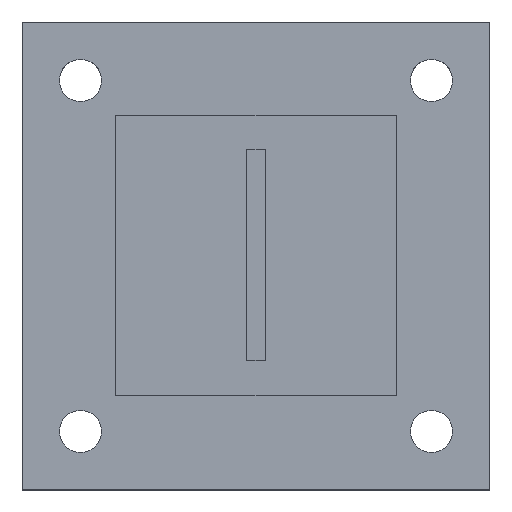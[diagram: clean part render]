
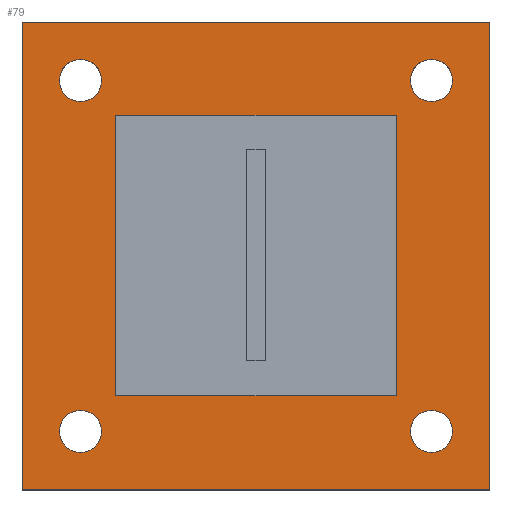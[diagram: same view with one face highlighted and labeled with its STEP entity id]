
A CAD part, top view. The second image highlights one B-rep face of the part: STEP entity #79.
In plain terms, the highlighted planar face has unit normal (0, 0, 1).
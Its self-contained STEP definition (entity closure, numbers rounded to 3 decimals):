
#25 = DIRECTION ( 'NONE',  ( 1., 0., 0. ) ) ;
#30 = CARTESIAN_POINT ( 'NONE',  ( -100., 100., 15. ) ) ;
#33 = FACE_BOUND ( 'NONE', #1363, .T. ) ;
#43 = VERTEX_POINT ( 'NONE', #318 ) ;
#45 = CARTESIAN_POINT ( 'NONE',  ( 100., -100., 15. ) ) ;
#62 = VERTEX_POINT ( 'NONE', #1616 ) ;
#72 = ORIENTED_EDGE ( 'NONE', *, *, #434, .T. ) ;
#79 = ADVANCED_FACE ( 'NONE', ( #439, #1361, #175, #33, #196, #569 ), #164, .T. ) ;
#85 = ORIENTED_EDGE ( 'NONE', *, *, #924, .T. ) ;
#124 = CIRCLE ( 'NONE', #756, 9. ) ;
#125 = DIRECTION ( 'NONE',  ( -1., 0., 0. ) ) ;
#128 = ORIENTED_EDGE ( 'NONE', *, *, #549, .T. ) ;
#133 = CARTESIAN_POINT ( 'NONE',  ( 75., 75., 15. ) ) ;
#146 = DIRECTION ( 'NONE',  ( 1., 0., 0. ) ) ;
#164 = PLANE ( 'NONE',  #341 ) ;
#170 = VECTOR ( 'NONE', #125, 1000. ) ;
#175 = FACE_BOUND ( 'NONE', #1225, .T. ) ;
#184 = EDGE_CURVE ( 'NONE', #395, #495, #474, .T. ) ;
#196 = FACE_BOUND ( 'NONE', #825, .T. ) ;
#203 = CIRCLE ( 'NONE', #672, 9. ) ;
#253 = VERTEX_POINT ( 'NONE', #484 ) ;
#262 = CARTESIAN_POINT ( 'NONE',  ( 35., 0., 15. ) ) ;
#265 = AXIS2_PLACEMENT_3D ( 'NONE', #1045, #266, #627 ) ;
#266 = DIRECTION ( 'NONE',  ( 0., 0., -1. ) ) ;
#285 = CIRCLE ( 'NONE', #1143, 9. ) ;
#318 = CARTESIAN_POINT ( 'NONE',  ( 84., 75., 15. ) ) ;
#341 = AXIS2_PLACEMENT_3D ( 'NONE', #948, #451, #1484 ) ;
#342 = ORIENTED_EDGE ( 'NONE', *, *, #987, .F. ) ;
#352 = CARTESIAN_POINT ( 'NONE',  ( -35., 0., 15. ) ) ;
#360 = VERTEX_POINT ( 'NONE', #1602 ) ;
#386 = DIRECTION ( 'NONE',  ( 0., 0., -1. ) ) ;
#395 = VERTEX_POINT ( 'NONE', #665 ) ;
#397 = CARTESIAN_POINT ( 'NONE',  ( 66., -75., 15. ) ) ;
#413 = VERTEX_POINT ( 'NONE', #1214 ) ;
#434 = EDGE_CURVE ( 'NONE', #43, #1532, #203, .T. ) ;
#437 = EDGE_CURVE ( 'NONE', #495, #395, #1646, .T. ) ;
#439 = FACE_OUTER_BOUND ( 'NONE', #601, .T. ) ;
#448 = DIRECTION ( 'NONE',  ( -1., 0., 0. ) ) ;
#451 = DIRECTION ( 'NONE',  ( 0., 0., 1. ) ) ;
#454 = CARTESIAN_POINT ( 'NONE',  ( 66., 75., 15. ) ) ;
#474 = CIRCLE ( 'NONE', #1172, 9. ) ;
#484 = CARTESIAN_POINT ( 'NONE',  ( 100., 100., 15. ) ) ;
#491 = DIRECTION ( 'NONE',  ( 0., 1., 0. ) ) ;
#495 = VERTEX_POINT ( 'NONE', #979 ) ;
#513 = ORIENTED_EDGE ( 'NONE', *, *, #1210, .F. ) ;
#519 = EDGE_CURVE ( 'NONE', #706, #613, #124, .T. ) ;
#522 = ORIENTED_EDGE ( 'NONE', *, *, #871, .T. ) ;
#525 = CARTESIAN_POINT ( 'NONE',  ( -84., -75., 15. ) ) ;
#526 = CARTESIAN_POINT ( 'NONE',  ( 75., 75., 15. ) ) ;
#532 = CIRCLE ( 'NONE', #265, 9. ) ;
#536 = ORIENTED_EDGE ( 'NONE', *, *, #184, .T. ) ;
#543 = LINE ( 'NONE', #30, #1177 ) ;
#548 = DIRECTION ( 'NONE',  ( 1., 0., 0. ) ) ;
#549 = EDGE_CURVE ( 'NONE', #774, #62, #1679, .T. ) ;
#567 = CARTESIAN_POINT ( 'NONE',  ( 75., -75., 15. ) ) ;
#569 = FACE_BOUND ( 'NONE', #1317, .T. ) ;
#571 = ORIENTED_EDGE ( 'NONE', *, *, #1102, .F. ) ;
#595 = CARTESIAN_POINT ( 'NONE',  ( -75., -75., 15. ) ) ;
#601 = EDGE_LOOP ( 'NONE', ( #900, #342, #571, #513 ) ) ;
#613 = VERTEX_POINT ( 'NONE', #882 ) ;
#622 = VECTOR ( 'NONE', #491, 1000. ) ;
#627 = DIRECTION ( 'NONE',  ( 1., 0., 0. ) ) ;
#651 = VECTOR ( 'NONE', #1562, 1000. ) ;
#665 = CARTESIAN_POINT ( 'NONE',  ( -66., 75., 15. ) ) ;
#672 = AXIS2_PLACEMENT_3D ( 'NONE', #526, #1614, #146 ) ;
#673 = CARTESIAN_POINT ( 'NONE',  ( -75., 75., 15. ) ) ;
#706 = VERTEX_POINT ( 'NONE', #397 ) ;
#710 = DIRECTION ( 'NONE',  ( 1., 0., 0. ) ) ;
#735 = ORIENTED_EDGE ( 'NONE', *, *, #1292, .T. ) ;
#751 = VERTEX_POINT ( 'NONE', #262 ) ;
#756 = AXIS2_PLACEMENT_3D ( 'NONE', #1517, #1382, #710 ) ;
#761 = DIRECTION ( 'NONE',  ( 0., 0., -1. ) ) ;
#774 = VERTEX_POINT ( 'NONE', #525 ) ;
#825 = EDGE_LOOP ( 'NONE', ( #735, #128 ) ) ;
#843 = VERTEX_POINT ( 'NONE', #45 ) ;
#846 = DIRECTION ( 'NONE',  ( 0., 0., -1. ) ) ;
#871 = EDGE_CURVE ( 'NONE', #613, #706, #285, .T. ) ;
#881 = ORIENTED_EDGE ( 'NONE', *, *, #437, .T. ) ;
#882 = CARTESIAN_POINT ( 'NONE',  ( 84., -75., 15. ) ) ;
#894 = LINE ( 'NONE', #1021, #622 ) ;
#896 = ORIENTED_EDGE ( 'NONE', *, *, #519, .T. ) ;
#900 = ORIENTED_EDGE ( 'NONE', *, *, #1131, .F. ) ;
#918 = LINE ( 'NONE', #1568, #170 ) ;
#924 = EDGE_CURVE ( 'NONE', #751, #1629, #1709, .T. ) ;
#940 = CARTESIAN_POINT ( 'NONE',  ( 0., 0., 15. ) ) ;
#948 = CARTESIAN_POINT ( 'NONE',  ( 0., 0., 15. ) ) ;
#967 = AXIS2_PLACEMENT_3D ( 'NONE', #1145, #1687, #1422 ) ;
#969 = AXIS2_PLACEMENT_3D ( 'NONE', #133, #386, #1583 ) ;
#979 = CARTESIAN_POINT ( 'NONE',  ( -84., 75., 15. ) ) ;
#987 = EDGE_CURVE ( 'NONE', #360, #253, #543, .T. ) ;
#991 = ORIENTED_EDGE ( 'NONE', *, *, #1189, .T. ) ;
#1021 = CARTESIAN_POINT ( 'NONE',  ( -100., -100., 15. ) ) ;
#1029 = CIRCLE ( 'NONE', #969, 9. ) ;
#1045 = CARTESIAN_POINT ( 'NONE',  ( -75., -75., 15. ) ) ;
#1060 = DIRECTION ( 'NONE',  ( 0., 0., -1. ) ) ;
#1077 = DIRECTION ( 'NONE',  ( 1., 0., 0. ) ) ;
#1102 = EDGE_CURVE ( 'NONE', #413, #360, #894, .T. ) ;
#1131 = EDGE_CURVE ( 'NONE', #253, #843, #1419, .T. ) ;
#1143 = AXIS2_PLACEMENT_3D ( 'NONE', #567, #1612, #1355 ) ;
#1145 = CARTESIAN_POINT ( 'NONE',  ( 0., 0., 15. ) ) ;
#1154 = CARTESIAN_POINT ( 'NONE',  ( -75., 75., 15. ) ) ;
#1172 = AXIS2_PLACEMENT_3D ( 'NONE', #1154, #761, #1528 ) ;
#1177 = VECTOR ( 'NONE', #548, 1000. ) ;
#1189 = EDGE_CURVE ( 'NONE', #1532, #43, #1029, .T. ) ;
#1200 = EDGE_LOOP ( 'NONE', ( #522, #896 ) ) ;
#1210 = EDGE_CURVE ( 'NONE', #843, #413, #918, .T. ) ;
#1213 = DIRECTION ( 'NONE',  ( 0., 0., -1. ) ) ;
#1214 = CARTESIAN_POINT ( 'NONE',  ( -100., -100., 15. ) ) ;
#1225 = EDGE_LOOP ( 'NONE', ( #72, #991 ) ) ;
#1292 = EDGE_CURVE ( 'NONE', #62, #774, #532, .T. ) ;
#1317 = EDGE_LOOP ( 'NONE', ( #1327, #85 ) ) ;
#1327 = ORIENTED_EDGE ( 'NONE', *, *, #1527, .T. ) ;
#1355 = DIRECTION ( 'NONE',  ( 1., 0., 0. ) ) ;
#1361 = FACE_BOUND ( 'NONE', #1200, .T. ) ;
#1363 = EDGE_LOOP ( 'NONE', ( #536, #881 ) ) ;
#1382 = DIRECTION ( 'NONE',  ( 0., 0., -1. ) ) ;
#1402 = AXIS2_PLACEMENT_3D ( 'NONE', #940, #1213, #448 ) ;
#1419 = LINE ( 'NONE', #1698, #651 ) ;
#1422 = DIRECTION ( 'NONE',  ( -1., 0., 0. ) ) ;
#1484 = DIRECTION ( 'NONE',  ( 1., 0., 0. ) ) ;
#1503 = AXIS2_PLACEMENT_3D ( 'NONE', #595, #846, #1077 ) ;
#1517 = CARTESIAN_POINT ( 'NONE',  ( 75., -75., 15. ) ) ;
#1527 = EDGE_CURVE ( 'NONE', #1629, #751, #1572, .T. ) ;
#1528 = DIRECTION ( 'NONE',  ( 1., 0., 0. ) ) ;
#1532 = VERTEX_POINT ( 'NONE', #454 ) ;
#1562 = DIRECTION ( 'NONE',  ( 0., -1., 0. ) ) ;
#1566 = AXIS2_PLACEMENT_3D ( 'NONE', #673, #1060, #25 ) ;
#1568 = CARTESIAN_POINT ( 'NONE',  ( 100., -100., 15. ) ) ;
#1572 = CIRCLE ( 'NONE', #967, 35. ) ;
#1583 = DIRECTION ( 'NONE',  ( 1., 0., 0. ) ) ;
#1602 = CARTESIAN_POINT ( 'NONE',  ( -100., 100., 15. ) ) ;
#1612 = DIRECTION ( 'NONE',  ( 0., 0., -1. ) ) ;
#1614 = DIRECTION ( 'NONE',  ( 0., 0., -1. ) ) ;
#1616 = CARTESIAN_POINT ( 'NONE',  ( -66., -75., 15. ) ) ;
#1629 = VERTEX_POINT ( 'NONE', #352 ) ;
#1646 = CIRCLE ( 'NONE', #1566, 9. ) ;
#1679 = CIRCLE ( 'NONE', #1503, 9. ) ;
#1687 = DIRECTION ( 'NONE',  ( 0., 0., -1. ) ) ;
#1698 = CARTESIAN_POINT ( 'NONE',  ( 100., 100., 15. ) ) ;
#1709 = CIRCLE ( 'NONE', #1402, 35. ) ;
